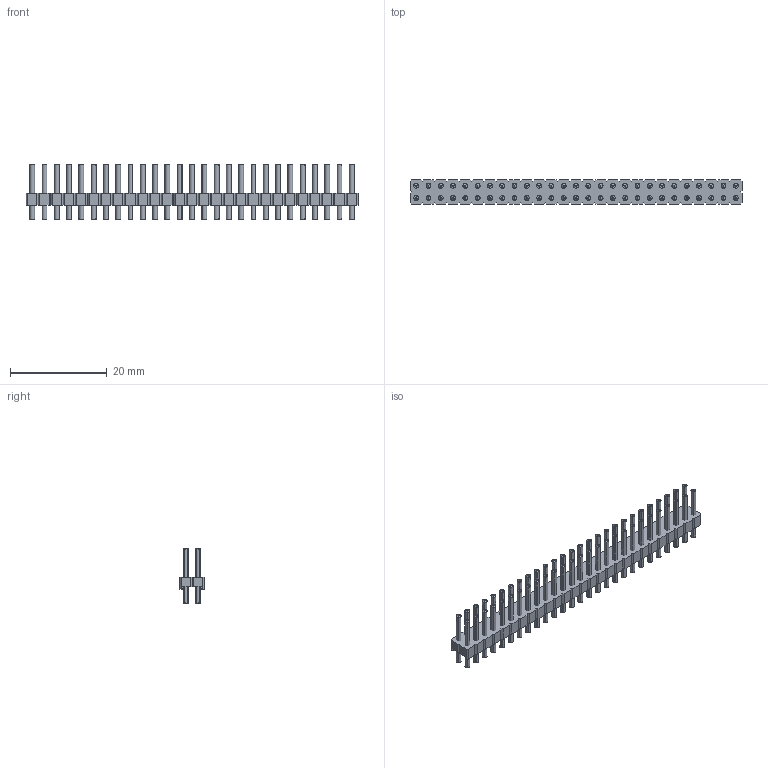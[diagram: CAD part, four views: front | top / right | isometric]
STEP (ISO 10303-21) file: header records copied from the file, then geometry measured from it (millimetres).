
FILE_DESCRIPTION(/* description */ ('-'),/* implementation_level */ '2;1');
FILE_NAME(/* name */ 'Stiftleiste, RM 2,54 mm - 6-3 mm, gerade - 2 x 27 - schwarz',/* time_stamp */ '2022-04-18T17:23:36+02:00',/* author */ ('c.wilms'),/* organization */ ('-'),/* preprocessor_version */ 'ST-DEVELOPER v16.7',/* originating_system */ 'Solid Edge',/* authorisation */ 'Unknown');
FILE_SCHEMA (('AUTOMOTIVE_DESIGN { 1 0 10303 214 3 1 1 }','AUTOMOTIVE_DESIGN {1 0 10303 214 3 1 1}'));
Length unit declared in the file: millimetre
Products named in the file (3): Stiftleiste, RM 2,54 mm - 6-3 mm, gerade - 2 x 27 - schwarz; Stiftleiste, RM 2,54 mm - Stift -  6-3 mm, gerade; Stiftleiste, RM 2,54 mm - Träger - 2 x 27 - schwarz
Assembly tree (55 placements, depth 2):
  Stiftleiste, RM 2,54 mm - 6-3 mm, gerade - 2 x 27 - schwarz
    Stiftleiste, RM 2,54 mm - Stift -  6-3 mm, gerade  x54
    Stiftleiste, RM 2,54 mm - Träger - 2 x 27 - schwarz
Bounding box: 68.58 x 5.08 x 11.54 mm (x, y, z)
Volume: 942.8 mm3; surface area: 4881.3 mm2
Topology: 55 solids, 109 shells, 1634 faces, 4572 edges, 3048 vertices
Faces by surface type: plane 1148, cylinder 486
Full cylindrical faces by diameter (mm): 1 x54
Entity records: 21774 total; most frequent: CARTESIAN_POINT 3797, ORIENTED_EDGE 3734, DIRECTION 3684, EDGE_CURVE 1868, LINE 1418, VECTOR 1418, VERTEX_POINT 1246, AXIS2_PLACEMENT_3D 1133
